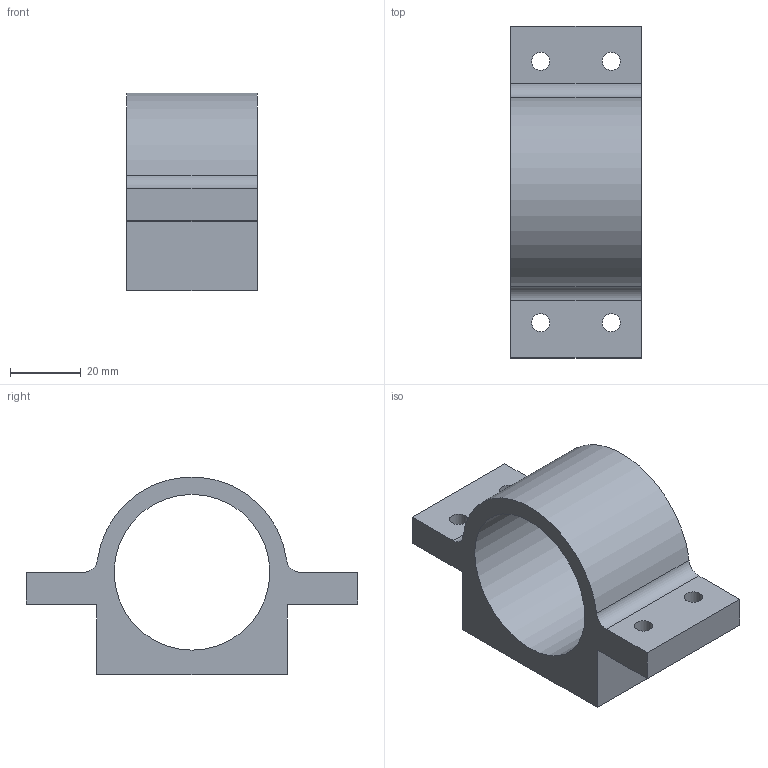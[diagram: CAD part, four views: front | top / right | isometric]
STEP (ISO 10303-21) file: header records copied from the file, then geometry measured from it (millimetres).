
FILE_DESCRIPTION(/* description */ (''),/* implementation_level */ '2;1');
FILE_NAME(/* name */ 'WHEEL_MOTOR_SUPPORT_MOUNT.step',/* time_stamp */ '2025-12-06T20:03:39+05:30',/* author */ (''),/* organization */ (''),/* preprocessor_version */ 'ST-DEVELOPER v20.1',/* originating_system */ 'Autodesk Translation Framework v14.21.0.0',/* authorisation */ '');
FILE_SCHEMA (('AUTOMOTIVE_DESIGN { 1 0 10303 214 3 1 1 }'));
Length unit declared in the file: millimetre
Products named in the file (2): casing v0; casing
Assembly tree (1 placements, depth 2):
  casing v0
    casing
Bounding box: 37 x 94 x 55.9 mm (x, y, z)
Volume: 56589.9 mm3; surface area: 18756 mm2
Topology: 1 solids, 1 shells, 21 faces, 57 edges, 38 vertices
Faces by surface type: plane 11, cylinder 10
Full cylindrical faces by diameter (mm): 5.1 x4, 44.1 x1
Entity records: 744 total; most frequent: DIRECTION 125, CARTESIAN_POINT 119, ORIENTED_EDGE 114, EDGE_CURVE 57, AXIS2_PLACEMENT_3D 44, VERTEX_POINT 38, LINE 37, VECTOR 37
